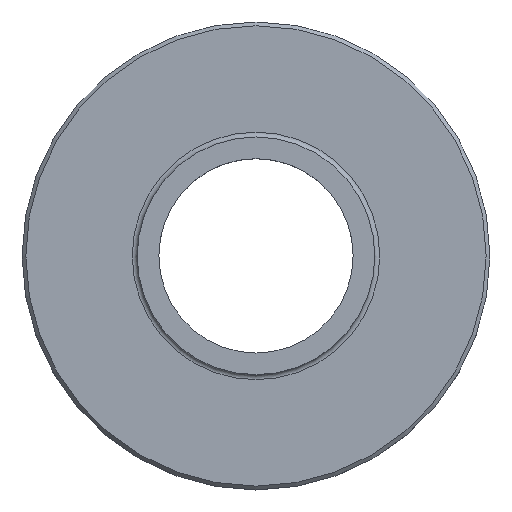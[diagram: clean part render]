
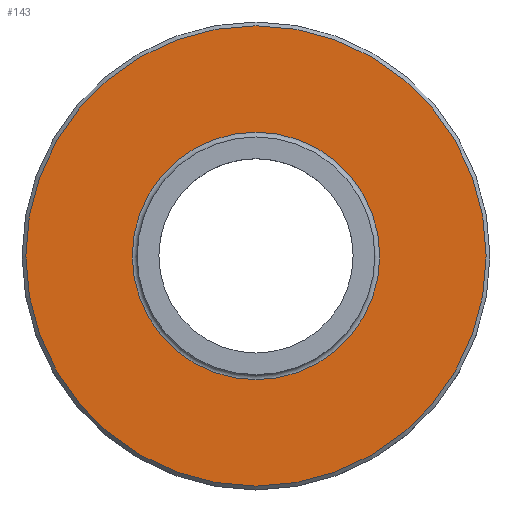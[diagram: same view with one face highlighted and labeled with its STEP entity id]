
A CAD part, top view. The second image highlights one B-rep face of the part: STEP entity #143.
In plain terms, the highlighted planar face has unit normal (0, 0, 1).
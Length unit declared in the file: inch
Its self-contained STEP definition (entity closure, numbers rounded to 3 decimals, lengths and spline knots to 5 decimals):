
#2 = CARTESIAN_POINT ( 'NONE',  ( 0., 0., -1.25 ) ) ;
#15 = CIRCLE ( 'NONE', #43, 3.28 ) ;
#38 = CARTESIAN_POINT ( 'NONE',  ( -6.1, 0., -1.25 ) ) ;
#43 = AXIS2_PLACEMENT_3D ( 'NONE', #2, #318, #313 ) ;
#44 = EDGE_CURVE ( 'NONE', #141, #141, #15, .T. ) ;
#76 = EDGE_LOOP ( 'NONE', ( #263 ) ) ;
#78 = CIRCLE ( 'NONE', #115, 6.1 ) ;
#90 = DIRECTION ( 'NONE',  ( 0., 0., -1. ) ) ;
#99 = CARTESIAN_POINT ( 'NONE',  ( -3.28, 0., -1.25 ) ) ;
#108 = CARTESIAN_POINT ( 'NONE',  ( 0., 3.15, -1.25 ) ) ;
#115 = AXIS2_PLACEMENT_3D ( 'NONE', #314, #308, #329 ) ;
#141 = VERTEX_POINT ( 'NONE', #99 ) ;
#143 = ADVANCED_FACE ( 'NONE', ( #184, #257 ), #159, .F. ) ;
#159 = PLANE ( 'NONE',  #164 ) ;
#160 = DIRECTION ( 'NONE',  ( -1., 0., 0. ) ) ;
#164 = AXIS2_PLACEMENT_3D ( 'NONE', #108, #90, #160 ) ;
#184 = FACE_BOUND ( 'NONE', #187, .T. ) ;
#187 = EDGE_LOOP ( 'NONE', ( #269 ) ) ;
#192 = VERTEX_POINT ( 'NONE', #38 ) ;
#257 = FACE_OUTER_BOUND ( 'NONE', #76, .T. ) ;
#263 = ORIENTED_EDGE ( 'NONE', *, *, #322, .T. ) ;
#269 = ORIENTED_EDGE ( 'NONE', *, *, #44, .T. ) ;
#308 = DIRECTION ( 'NONE',  ( 0., 0., 1. ) ) ;
#313 = DIRECTION ( 'NONE',  ( -1., 0., 0. ) ) ;
#314 = CARTESIAN_POINT ( 'NONE',  ( 0., 0., -1.25 ) ) ;
#318 = DIRECTION ( 'NONE',  ( 0., 0., -1. ) ) ;
#322 = EDGE_CURVE ( 'NONE', #192, #192, #78, .T. ) ;
#329 = DIRECTION ( 'NONE',  ( -1., 0., 0. ) ) ;
